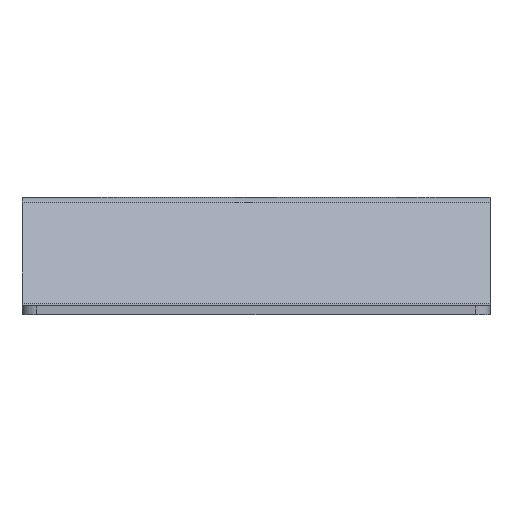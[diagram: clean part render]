
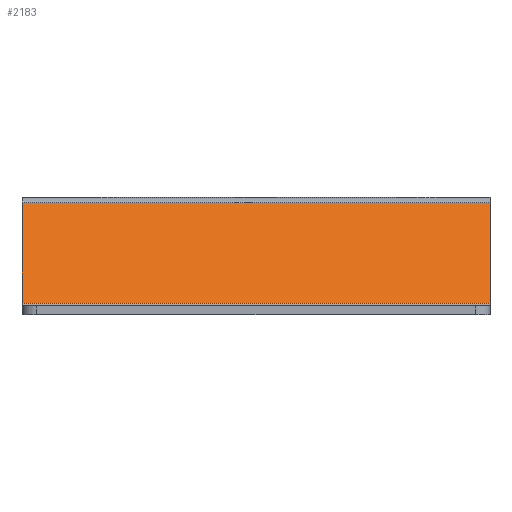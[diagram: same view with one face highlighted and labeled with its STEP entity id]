
A CAD part, front view. The second image highlights one B-rep face of the part: STEP entity #2183.
In plain terms, the highlighted planar face has unit normal (0, -0.707, 0.707).
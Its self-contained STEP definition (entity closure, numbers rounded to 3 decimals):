
#26 = ORIENTED_EDGE ( 'NONE', *, *, #1376, .T. ) ;
#35 = DIRECTION ( 'NONE',  ( 1., 0., 0. ) ) ;
#116 = VERTEX_POINT ( 'NONE', #3340 ) ;
#345 = VECTOR ( 'NONE', #859, 1000. ) ;
#357 = EDGE_CURVE ( 'NONE', #2456, #116, #787, .T. ) ;
#415 = DIRECTION ( 'NONE',  ( 0., -0.707, -0.707 ) ) ;
#616 = ORIENTED_EDGE ( 'NONE', *, *, #3366, .T. ) ;
#787 = LINE ( 'NONE', #2128, #2918 ) ;
#859 = DIRECTION ( 'NONE',  ( 0., 0.707, 0.707 ) ) ;
#882 = VECTOR ( 'NONE', #4049, 1000. ) ;
#932 = CARTESIAN_POINT ( 'NONE',  ( 80., -116.121, -36.121 ) ) ;
#1157 = CARTESIAN_POINT ( 'NONE',  ( -80., -116.121, -36.121 ) ) ;
#1176 = VERTEX_POINT ( 'NONE', #1157 ) ;
#1376 = EDGE_CURVE ( 'NONE', #116, #4324, #3786, .T. ) ;
#1560 = CARTESIAN_POINT ( 'NONE',  ( -80., -81.757, -1.757 ) ) ;
#2085 = PLANE ( 'NONE',  #2210 ) ;
#2128 = CARTESIAN_POINT ( 'NONE',  ( 80., -80., 0. ) ) ;
#2183 = ADVANCED_FACE ( 'NONE', ( #3791 ), #2085, .T. ) ;
#2210 = AXIS2_PLACEMENT_3D ( 'NONE', #3381, #3423, #415 ) ;
#2456 = VERTEX_POINT ( 'NONE', #932 ) ;
#2537 = ORIENTED_EDGE ( 'NONE', *, *, #3117, .F. ) ;
#2579 = LINE ( 'NONE', #3503, #345 ) ;
#2902 = ORIENTED_EDGE ( 'NONE', *, *, #357, .T. ) ;
#2918 = VECTOR ( 'NONE', #3463, 1000. ) ;
#3117 = EDGE_CURVE ( 'NONE', #1176, #4324, #2579, .T. ) ;
#3340 = CARTESIAN_POINT ( 'NONE',  ( 80., -81.757, -1.757 ) ) ;
#3366 = EDGE_CURVE ( 'NONE', #1176, #2456, #3619, .T. ) ;
#3381 = CARTESIAN_POINT ( 'NONE',  ( 80., -80., 0. ) ) ;
#3423 = DIRECTION ( 'NONE',  ( 0., -0.707, 0.707 ) ) ;
#3440 = CARTESIAN_POINT ( 'NONE',  ( 80., -81.757, -1.757 ) ) ;
#3463 = DIRECTION ( 'NONE',  ( 0., 0.707, 0.707 ) ) ;
#3503 = CARTESIAN_POINT ( 'NONE',  ( -80., -80., 0. ) ) ;
#3619 = LINE ( 'NONE', #4316, #4065 ) ;
#3786 = LINE ( 'NONE', #3440, #882 ) ;
#3791 = FACE_OUTER_BOUND ( 'NONE', #3795, .T. ) ;
#3795 = EDGE_LOOP ( 'NONE', ( #2537, #616, #2902, #26 ) ) ;
#4049 = DIRECTION ( 'NONE',  ( -1., 0., 0. ) ) ;
#4065 = VECTOR ( 'NONE', #35, 1000. ) ;
#4316 = CARTESIAN_POINT ( 'NONE',  ( 80., -116.121, -36.121 ) ) ;
#4324 = VERTEX_POINT ( 'NONE', #1560 ) ;
